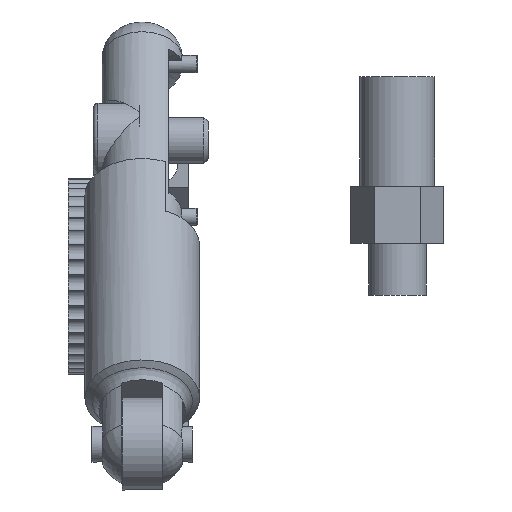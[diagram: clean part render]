
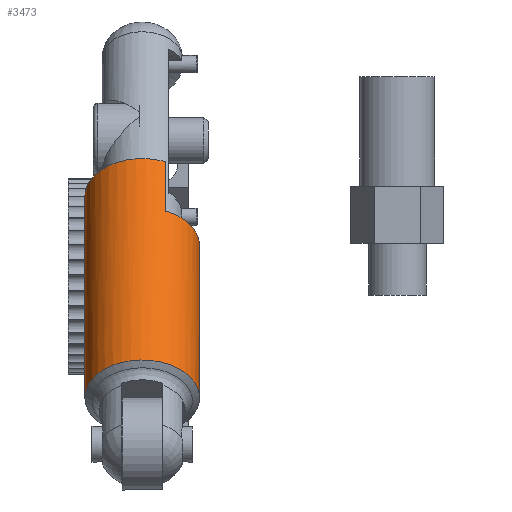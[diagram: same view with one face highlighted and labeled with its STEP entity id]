
A CAD part, left-side view. The second image highlights one B-rep face of the part: STEP entity #3473.
In plain terms, the highlighted cylindrical face has radius 10 mm (diameter 20 mm), a full revolution.
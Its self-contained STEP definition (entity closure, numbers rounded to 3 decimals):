
#178=CIRCLE('',#3725,10.);
#179=CIRCLE('',#3728,10.);
#180=CIRCLE('',#3729,10.);
#557=ORIENTED_EDGE('',*,*,#1352,.T.);
#558=ORIENTED_EDGE('',*,*,#1390,.F.);
#559=ORIENTED_EDGE('',*,*,#1356,.T.);
#560=ORIENTED_EDGE('',*,*,#1391,.T.);
#561=ORIENTED_EDGE('',*,*,#1388,.F.);
#1352=EDGE_CURVE('',#1786,#1787,#2060,.T.);
#1356=EDGE_CURVE('',#1790,#1791,#2064,.T.);
#1388=EDGE_CURVE('',#1814,#1814,#178,.T.);
#1390=EDGE_CURVE('',#1790,#1787,#179,.T.);
#1391=EDGE_CURVE('',#1791,#1786,#180,.T.);
#1786=VERTEX_POINT('',#5339);
#1787=VERTEX_POINT('',#5340);
#1790=VERTEX_POINT('',#5348);
#1791=VERTEX_POINT('',#5349);
#1814=VERTEX_POINT('',#5441);
#2060=LINE('',#5338,#2244);
#2064=LINE('',#5347,#2248);
#2244=VECTOR('',#4225,1000.);
#2248=VECTOR('',#4231,1000.);
#2475=EDGE_LOOP('',(#557,#558,#559,#560));
#2476=EDGE_LOOP('',(#561));
#2701=FACE_BOUND('',#2475,.T.);
#2702=FACE_BOUND('',#2476,.T.);
#2869=CYLINDRICAL_SURFACE('',#3727,10.);
#3473=ADVANCED_FACE('',(#2701,#2702),#2869,.T.);
#3725=AXIS2_PLACEMENT_3D('',#5440,#4292,#4293);
#3727=AXIS2_PLACEMENT_3D('',#5447,#4296,#4297);
#3728=AXIS2_PLACEMENT_3D('',#5448,#4298,#4299);
#3729=AXIS2_PLACEMENT_3D('',#5449,#4300,#4301);
#4225=DIRECTION('',(0.658,0.,0.753));
#4231=DIRECTION('',(-0.658,0.,-0.753));
#4292=DIRECTION('',(-0.658,0.,-0.753));
#4293=DIRECTION('',(0.,1.,0.));
#4296=DIRECTION('',(-0.658,0.,-0.753));
#4297=DIRECTION('',(0.753,0.,-0.658));
#4298=DIRECTION('',(0.658,0.,0.753));
#4299=DIRECTION('',(0.753,0.,-0.658));
#4300=DIRECTION('',(-0.658,0.,-0.753));
#4301=DIRECTION('',(0.753,0.,-0.658));
#5338=CARTESIAN_POINT('',(-30.694,48.5,-21.231));
#5339=CARTESIAN_POINT('',(-22.851,48.5,-12.244));
#5340=CARTESIAN_POINT('',(-15.387,48.5,-3.692));
#5347=CARTESIAN_POINT('',(-16.884,48.5,-33.284));
#5348=CARTESIAN_POINT('',(-1.577,48.5,-15.746));
#5349=CARTESIAN_POINT('',(-9.04,48.5,-24.297));
#5440=CARTESIAN_POINT('',(-39.096,52.5,-44.795));
#5441=CARTESIAN_POINT('',(-39.096,62.5,-44.795));
#5447=CARTESIAN_POINT('',(-23.789,52.5,-27.257));
#5448=CARTESIAN_POINT('',(-8.482,52.5,-9.719));
#5449=CARTESIAN_POINT('',(-15.946,52.5,-18.27));
